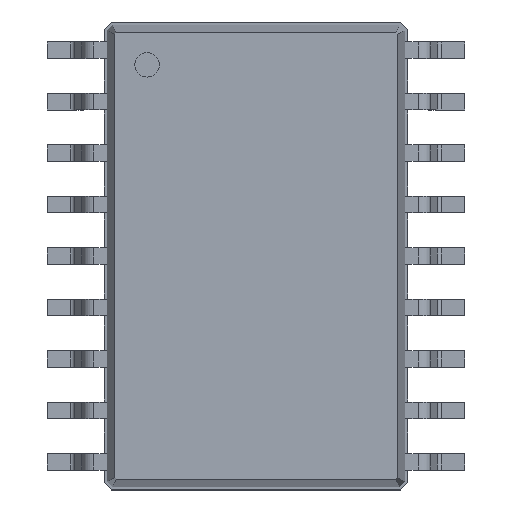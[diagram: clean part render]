
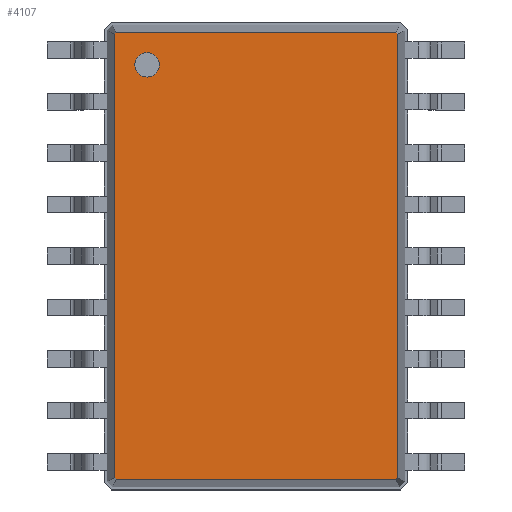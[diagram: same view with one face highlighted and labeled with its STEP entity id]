
A CAD part, top view. The second image highlights one B-rep face of the part: STEP entity #4107.
In plain terms, the highlighted planar face has unit normal (0, 0, 1).
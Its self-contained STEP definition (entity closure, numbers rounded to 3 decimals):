
#13=DIRECTION('',(0.,0.,1.));
#27=VECTOR('',#28,1.);
#28=DIRECTION('',(1.,0.,0.));
#51=VECTOR('',#52,1.);
#52=DIRECTION('',(0.707,-0.707,0.));
#58=VECTOR('',#59,1.);
#59=DIRECTION('',(0.,-1.,0.));
#65=VECTOR('',#66,1.);
#66=DIRECTION('',(-0.707,-0.707,0.));
#72=VECTOR('',#73,1.);
#73=DIRECTION('',(-1.,0.,0.));
#79=VECTOR('',#80,1.);
#80=DIRECTION('',(-0.707,0.707,0.));
#86=VECTOR('',#87,1.);
#87=DIRECTION('',(0.,1.,0.));
#91=VECTOR('',#92,1.);
#92=DIRECTION('',(0.707,0.707,0.));
#1303=VERTEX_POINT('',#1304);
#1304=CARTESIAN_POINT('',(-3.489,5.469,2.75));
#1306=ORIENTED_EDGE('',*,*,#1307,.F.);
#1307=EDGE_CURVE('',#1308,#1303,#1310,.T.);
#1308=VERTEX_POINT('',#1309);
#1309=CARTESIAN_POINT('',(-3.489,-5.469,2.75));
#1310=LINE('',#1309,#86);
#1321=VERTEX_POINT('',#1322);
#1322=CARTESIAN_POINT('',(-3.444,5.514,2.75));
#1324=ORIENTED_EDGE('',*,*,#1325,.F.);
#1325=EDGE_CURVE('',#1303,#1321,#1326,.T.);
#1326=LINE('',#1304,#91);
#1335=VERTEX_POINT('',#1336);
#1336=CARTESIAN_POINT('',(3.444,5.514,2.75));
#1338=ORIENTED_EDGE('',*,*,#1339,.F.);
#1339=EDGE_CURVE('',#1321,#1335,#1340,.T.);
#1340=LINE('',#1322,#27);
#1349=VERTEX_POINT('',#1350);
#1350=CARTESIAN_POINT('',(3.489,5.469,2.75));
#1352=ORIENTED_EDGE('',*,*,#1353,.F.);
#1353=EDGE_CURVE('',#1335,#1349,#1354,.T.);
#1354=LINE('',#1336,#51);
#1435=VERTEX_POINT('',#1436);
#1436=CARTESIAN_POINT('',(3.489,-5.469,2.75));
#1438=ORIENTED_EDGE('',*,*,#1439,.F.);
#1439=EDGE_CURVE('',#1349,#1435,#1440,.T.);
#1440=LINE('',#1350,#58);
#4107=ADVANCED_FACE('',(#4108,#4123),#4133,.T.);
#4108=FACE_BOUND('',#4109,.T.);
#4109=EDGE_LOOP('',(#1338,#1324,#1306,#4110,#4115,#4120,#1438,#1352));
#4110=ORIENTED_EDGE('',*,*,#4111,.F.);
#4111=EDGE_CURVE('',#4112,#1308,#4114,.T.);
#4112=VERTEX_POINT('',#4113);
#4113=CARTESIAN_POINT('',(-3.444,-5.514,2.75));
#4114=LINE('',#4113,#79);
#4115=ORIENTED_EDGE('',*,*,#4116,.F.);
#4116=EDGE_CURVE('',#4117,#4112,#4119,.T.);
#4117=VERTEX_POINT('',#4118);
#4118=CARTESIAN_POINT('',(3.444,-5.514,2.75));
#4119=LINE('',#4118,#72);
#4120=ORIENTED_EDGE('',*,*,#4121,.F.);
#4121=EDGE_CURVE('',#1435,#4117,#4122,.T.);
#4122=LINE('',#1436,#65);
#4123=FACE_BOUND('',#4124,.T.);
#4124=EDGE_LOOP('',(#4125));
#4125=ORIENTED_EDGE('',*,*,#4126,.T.);
#4126=EDGE_CURVE('',#4127,#4127,#4129,.T.);
#4127=VERTEX_POINT('',#4128);
#4128=CARTESIAN_POINT('',(-2.689,4.414,2.75));
#4129=CIRCLE('',#4130,0.3);
#4130=AXIS2_PLACEMENT_3D('',#4131,#4132,#59);
#4131=CARTESIAN_POINT('',(-2.689,4.714,2.75));
#4132=DIRECTION('',(0.,-0.,-1.));
#4133=PLANE('',#4134);
#4134=AXIS2_PLACEMENT_3D('',#1322,#13,#4135);
#4135=DIRECTION('',(0.53,-0.848,0.));
